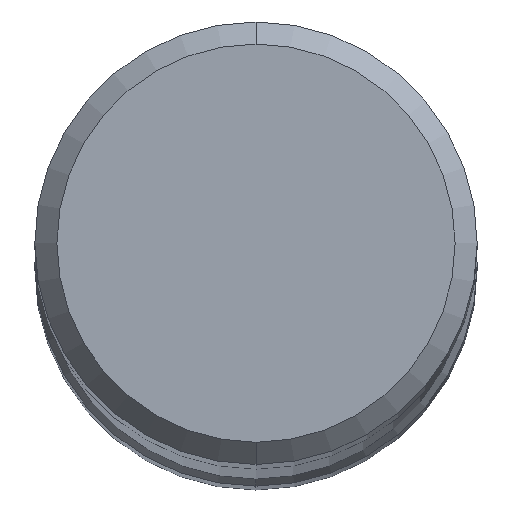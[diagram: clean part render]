
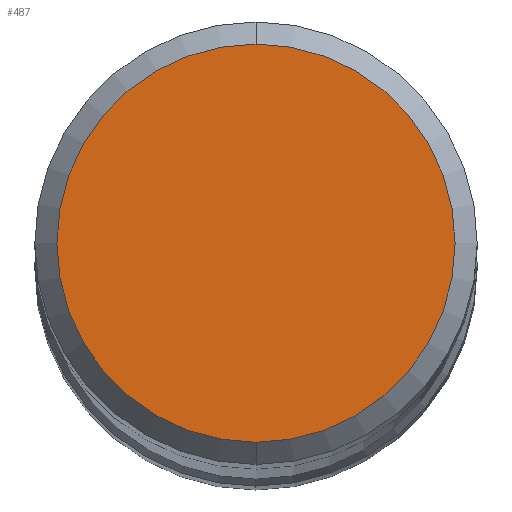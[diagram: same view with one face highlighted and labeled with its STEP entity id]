
A CAD part, top view. The second image highlights one B-rep face of the part: STEP entity #487.
In plain terms, the highlighted planar face has unit normal (0, 0, 1).
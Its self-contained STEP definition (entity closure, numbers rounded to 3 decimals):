
#224=CARTESIAN_POINT('',(0.,0.,36.));
#225=DIRECTION('',(0.,0.,1.));
#226=DIRECTION('',(0.,1.,0.));
#227=AXIS2_PLACEMENT_3D('',#224,#225,#226);
#232=CARTESIAN_POINT('',(0.,0.,36.));
#233=DIRECTION('',(0.,0.,-1.));
#234=DIRECTION('',(0.,1.,0.));
#235=AXIS2_PLACEMENT_3D('',#232,#233,#234);
#262=CARTESIAN_POINT('',(0.,2.7,36.));
#263=VERTEX_POINT('',#262);
#272=CARTESIAN_POINT('',(0.,-2.7,36.));
#273=VERTEX_POINT('',#272);
#478=CARTESIAN_POINT('',(0.,0.,36.));
#479=DIRECTION('',(0.,0.,-1.));
#480=DIRECTION('',(0.,-1.,0.));
#481=AXIS2_PLACEMENT_3D('',#478,#479,#480);
#482=PLANE('',#481);
#483=ORIENTED_EDGE('',*,*,#471,.F.);
#484=ORIENTED_EDGE('',*,*,#460,.T.);
#485=EDGE_LOOP('',(#483,#484));
#486=FACE_OUTER_BOUND('',#485,.F.);
#228=CIRCLE('',#227,2.7);
#236=CIRCLE('',#235,2.7);
#460=EDGE_CURVE('',#263,#273,#236,.T.);
#471=EDGE_CURVE('',#263,#273,#228,.T.);
#487=ADVANCED_FACE('',(#486),#482,.F.);
